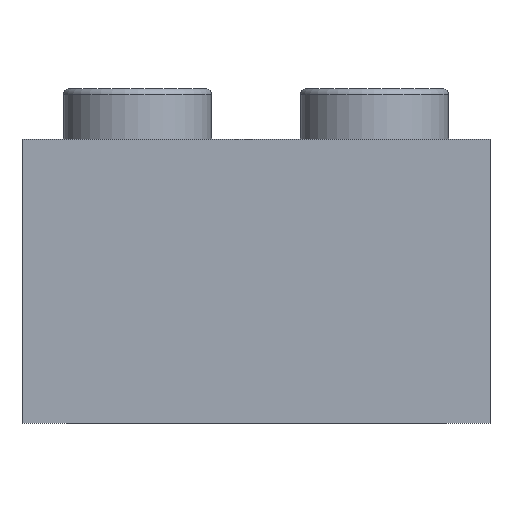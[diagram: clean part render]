
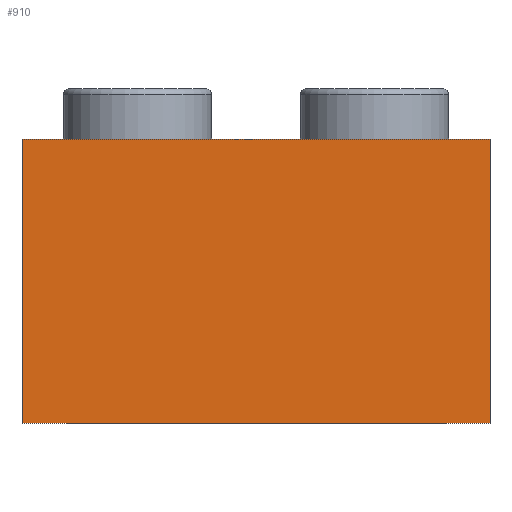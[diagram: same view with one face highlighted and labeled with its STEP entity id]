
A CAD part, left-side view. The second image highlights one B-rep face of the part: STEP entity #910.
In plain terms, the highlighted planar face has unit normal (-1, 0, 0).
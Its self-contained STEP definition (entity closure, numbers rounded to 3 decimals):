
#72=PLANE('',#1060);
#110=LINE('',#1626,#156);
#118=LINE('',#1641,#164);
#119=LINE('',#1643,#165);
#120=LINE('',#1644,#166);
#156=VECTOR('',#1363,10.);
#164=VECTOR('',#1375,10.);
#165=VECTOR('',#1378,10.);
#166=VECTOR('',#1379,10.);
#250=FACE_OUTER_BOUND('',#328,.T.);
#328=EDGE_LOOP('',(#816,#817,#818,#819));
#482=VERTEX_POINT('',#1623);
#483=VERTEX_POINT('',#1625);
#487=VERTEX_POINT('',#1637);
#488=VERTEX_POINT('',#1639);
#595=EDGE_CURVE('',#482,#483,#110,.T.);
#603=EDGE_CURVE('',#487,#488,#118,.T.);
#604=EDGE_CURVE('',#482,#487,#119,.T.);
#605=EDGE_CURVE('',#483,#488,#120,.T.);
#816=ORIENTED_EDGE('',*,*,#604,.T.);
#817=ORIENTED_EDGE('',*,*,#603,.T.);
#818=ORIENTED_EDGE('',*,*,#605,.F.);
#819=ORIENTED_EDGE('',*,*,#595,.F.);
#910=ADVANCED_FACE('',(#250),#72,.T.);
#1060=AXIS2_PLACEMENT_3D('',#1642,#1376,#1377);
#1363=DIRECTION('',(0.,0.,1.));
#1375=DIRECTION('',(0.,0.,1.));
#1376=DIRECTION('center_axis',(-1.,0.,0.));
#1377=DIRECTION('ref_axis',(0.,-1.,0.));
#1378=DIRECTION('',(0.,-1.,0.));
#1379=DIRECTION('',(0.,-1.,0.));
#1623=CARTESIAN_POINT('',(-0.122,15.8,0.));
#1625=CARTESIAN_POINT('',(-0.122,15.8,9.6));
#1626=CARTESIAN_POINT('',(-0.122,15.8,0.));
#1637=CARTESIAN_POINT('',(-0.122,0.,0.));
#1639=CARTESIAN_POINT('',(-0.122,0.,9.6));
#1641=CARTESIAN_POINT('',(-0.122,0.,0.));
#1642=CARTESIAN_POINT('Origin',(-0.122,15.8,0.));
#1643=CARTESIAN_POINT('',(-0.122,15.8,0.));
#1644=CARTESIAN_POINT('',(-0.122,15.8,9.6));
